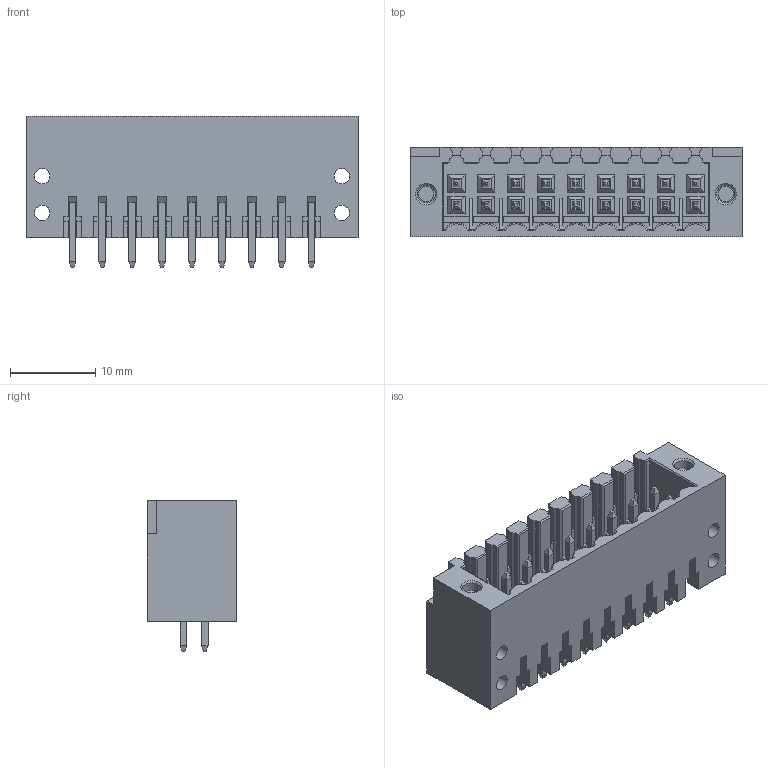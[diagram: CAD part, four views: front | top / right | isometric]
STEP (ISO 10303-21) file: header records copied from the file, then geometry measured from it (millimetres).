
FILE_DESCRIPTION( ('This file contains a STEP AP42 implementation' ,'as created by ZW3D STEP Interface translator.') ,'2;1' );
FILE_NAME( 'PM350SW-2S09BSN2.stp' ,'231129.152751', (''), ('ZWCAD Software Co.'), 'Version 1.0', 'ZW3D to STEP translator', '' );
FILE_SCHEMA(('AUTOMOTIVE_DESIGN { 1 0 10303 214 1 1 1 1 }'));
Length unit declared in the file: millimetre
Products named in the file (2): 0; PM350SW-2S09BSN2
Bounding box: 38.9 x 10.5 x 17.7 mm (x, y, z)
Volume: 2872 mm3; surface area: 5555.5 mm2
Topology: 1 solids, 1 shells, 1350 faces, 3471 edges, 2180 vertices
Faces by surface type: plane 1269, cylinder 53, bspline 24, cone 4
Full cylindrical faces by diameter (mm): 0.702 x1, 1.5 x1, 1.8 x8, 2.1 x2, 2.25 x2
Entity records: 43762 total; most frequent: CARTESIAN_POINT 9971, ORIENTED_EDGE 6942, DIRECTION 6114, EDGE_CURVE 3471, VECTOR 3204, LINE 3204, VERTEX_POINT 2180, AXIS2_PLACEMENT_3D 1455
